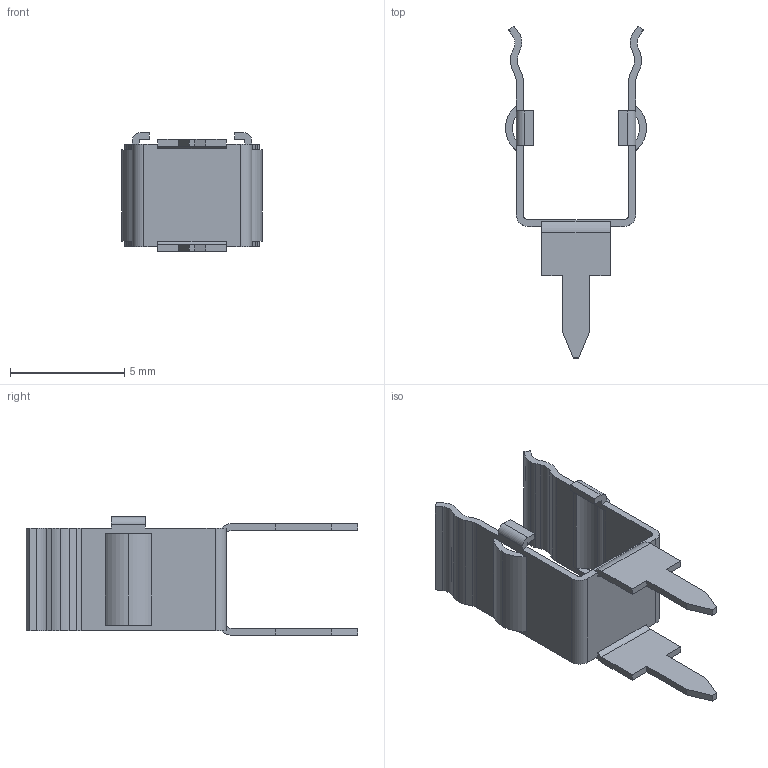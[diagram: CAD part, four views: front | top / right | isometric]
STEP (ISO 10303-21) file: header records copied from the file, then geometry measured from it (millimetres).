
FILE_DESCRIPTION (( 'STEP AP214' ), '1' );
FILE_NAME ('100056.STEP', '2023-02-24T07:14:24', ( '' ), ( '' ), 'SwSTEP 2.0', 'SolidWorks 2022', '' );
FILE_SCHEMA (( 'AUTOMOTIVE_DESIGN' ));
Length unit declared in the file: millimetre
Products named in the file (1): 100056
Bounding box: 6.16 x 14.52 x 5.2 mm (x, y, z)
Volume: 37.5 mm3; surface area: 288.3 mm2
Topology: 3 solids, 3 shells, 112 faces, 318 edges, 212 vertices
Faces by surface type: plane 76, cylinder 36
Entity records: 3694 total; most frequent: CARTESIAN_POINT 643, ORIENTED_EDGE 636, DIRECTION 616, EDGE_CURVE 318, VECTOR 246, LINE 246, VERTEX_POINT 212, AXIS2_PLACEMENT_3D 185
